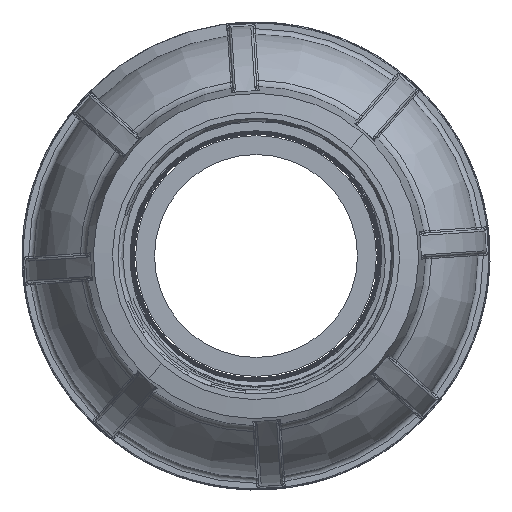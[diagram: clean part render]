
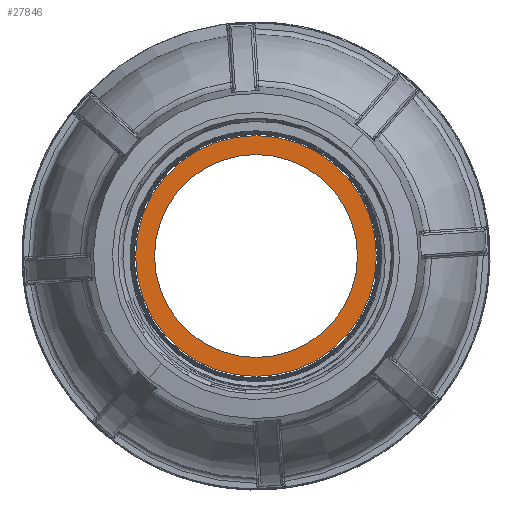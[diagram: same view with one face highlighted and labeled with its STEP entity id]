
A CAD part, left-side view. The second image highlights one B-rep face of the part: STEP entity #27846.
In plain terms, the highlighted planar face has unit normal (1, 0, 0).
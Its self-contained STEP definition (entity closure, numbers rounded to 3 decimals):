
#3520 = VERTEX_POINT ( 'NONE', #25376 ) ;
#3521 = VERTEX_POINT ( 'NONE', #25374 ) ;
#3524 = VERTEX_POINT ( 'NONE', #25369 ) ;
#3525 = VERTEX_POINT ( 'NONE', #25368 ) ;
#5707 = EDGE_LOOP ( 'NONE', ( #25959, #25958 ) ) ;
#5710 = EDGE_LOOP ( 'NONE', ( #25956, #25957 ) ) ;
#25368 = CARTESIAN_POINT ( 'NONE',  ( 0., 107.408, 18.75 ) ) ;
#25369 = CARTESIAN_POINT ( 'NONE',  ( 0., 107.408, -18.75 ) ) ;
#25374 = CARTESIAN_POINT ( 'NONE',  ( 0., 107.408, -22.25 ) ) ;
#25376 = CARTESIAN_POINT ( 'NONE',  ( 0., 107.408, 22.25 ) ) ;
#25956 = ORIENTED_EDGE ( 'NONE', *, *, #27050, .F. ) ;
#25957 = ORIENTED_EDGE ( 'NONE', *, *, #27049, .F. ) ;
#25958 = ORIENTED_EDGE ( 'NONE', *, *, #27044, .T. ) ;
#25959 = ORIENTED_EDGE ( 'NONE', *, *, #27047, .T. ) ;
#27044 = EDGE_CURVE ( 'NONE', #3525, #3524, #36090, .T. ) ;
#27047 = EDGE_CURVE ( 'NONE', #3524, #3525, #36095, .T. ) ;
#27049 = EDGE_CURVE ( 'NONE', #3520, #3521, #36086, .T. ) ;
#27050 = EDGE_CURVE ( 'NONE', #3521, #3520, #36101, .T. ) ;
#27846 = ADVANCED_FACE ( 'NONE', ( #42233, #42234 ), #46229, .F. ) ;
#36086 = CIRCLE ( 'NONE', #36100, 22.25 ) ;
#36090 = CIRCLE ( 'NONE', #36092, 18.75 ) ;
#36092 = AXIS2_PLACEMENT_3D ( 'NONE', #39327, #39328, #39329 ) ;
#36095 = CIRCLE ( 'NONE', #36097, 18.75 ) ;
#36097 = AXIS2_PLACEMENT_3D ( 'NONE', #39335, #39336, #39337 ) ;
#36100 = AXIS2_PLACEMENT_3D ( 'NONE', #39341, #39342, #39343 ) ;
#36101 = CIRCLE ( 'NONE', #36102, 22.25 ) ;
#36102 = AXIS2_PLACEMENT_3D ( 'NONE', #39344, #39345, #39346 ) ;
#39327 = CARTESIAN_POINT ( 'NONE',  ( 0., 107.408, 0. ) ) ;
#39328 = DIRECTION ( 'NONE',  ( -1., 0., 0. ) ) ;
#39329 = DIRECTION ( 'NONE',  ( 0., 0., -1. ) ) ;
#39335 = CARTESIAN_POINT ( 'NONE',  ( 0., 107.408, 0. ) ) ;
#39336 = DIRECTION ( 'NONE',  ( -1., 0., 0. ) ) ;
#39337 = DIRECTION ( 'NONE',  ( 0., 0., -1. ) ) ;
#39341 = CARTESIAN_POINT ( 'NONE',  ( 0., 107.408, 0. ) ) ;
#39342 = DIRECTION ( 'NONE',  ( -1., 0., 0. ) ) ;
#39343 = DIRECTION ( 'NONE',  ( 0., 0., -1. ) ) ;
#39344 = CARTESIAN_POINT ( 'NONE',  ( 0., 107.408, 0. ) ) ;
#39345 = DIRECTION ( 'NONE',  ( -1., 0., 0. ) ) ;
#39346 = DIRECTION ( 'NONE',  ( 0., 0., -1. ) ) ;
#40579 = AXIS2_PLACEMENT_3D ( 'NONE', #46230, #46231, #46232 ) ;
#42233 = FACE_OUTER_BOUND ( 'NONE', #5710, .T. ) ;
#42234 = FACE_BOUND ( 'NONE', #5707, .T. ) ;
#46229 = PLANE ( 'NONE',  #40579 ) ;
#46230 = CARTESIAN_POINT ( 'NONE',  ( 0., 85.158, 0. ) ) ;
#46231 = DIRECTION ( 'NONE',  ( -1., 0., 0. ) ) ;
#46232 = DIRECTION ( 'NONE',  ( 0., 0., -1. ) ) ;
